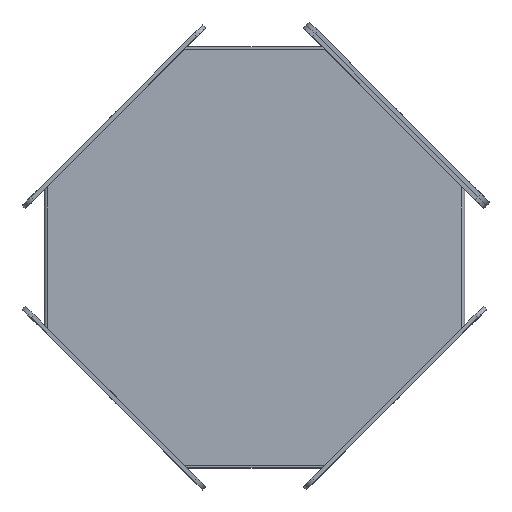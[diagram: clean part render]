
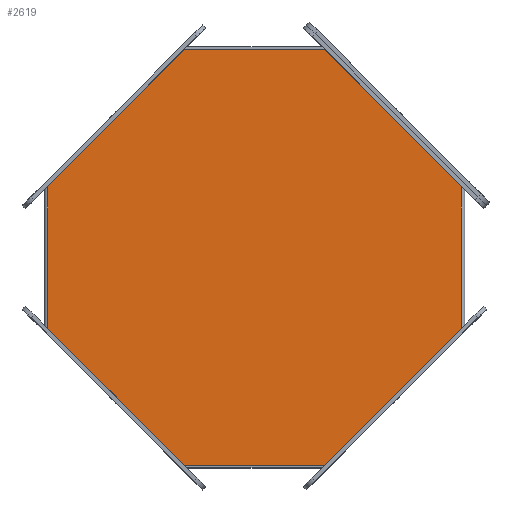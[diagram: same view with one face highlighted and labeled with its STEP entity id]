
A CAD part, top view. The second image highlights one B-rep face of the part: STEP entity #2619.
In plain terms, the highlighted planar face has unit normal (0, 0, 1).
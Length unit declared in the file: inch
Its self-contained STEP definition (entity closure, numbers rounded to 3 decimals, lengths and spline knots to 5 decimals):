
#40 = DIRECTION ( 'NONE',  ( -1., 0., 0. ) ) ;
#139 = VECTOR ( 'NONE', #976, 39.37008 ) ;
#183 = ORIENTED_EDGE ( 'NONE', *, *, #5043, .F. ) ;
#211 = CARTESIAN_POINT ( 'NONE',  ( -2.0975, -6.211, 6. ) ) ;
#426 = LINE ( 'NONE', #893, #4202 ) ;
#482 = EDGE_CURVE ( 'NONE', #697, #4773, #2747, .T. ) ;
#554 = DIRECTION ( 'NONE',  ( 0.707, -0.707, 0. ) ) ;
#586 = DIRECTION ( 'NONE',  ( 1., 0., 0. ) ) ;
#628 = VECTOR ( 'NONE', #2806, 39.37008 ) ;
#697 = VERTEX_POINT ( 'NONE', #2667 ) ;
#744 = EDGE_CURVE ( 'NONE', #2553, #697, #426, .T. ) ;
#814 = ORIENTED_EDGE ( 'NONE', *, *, #6247, .T. ) ;
#893 = CARTESIAN_POINT ( 'NONE',  ( 2.0975, -6.211, 6. ) ) ;
#971 = LINE ( 'NONE', #3143, #1441 ) ;
#976 = DIRECTION ( 'NONE',  ( 0., 1., 0. ) ) ;
#1022 = ORIENTED_EDGE ( 'NONE', *, *, #5765, .F. ) ;
#1046 = CARTESIAN_POINT ( 'NONE',  ( -2.0975, 6.211, 6. ) ) ;
#1079 = LINE ( 'NONE', #1046, #6129 ) ;
#1168 = CARTESIAN_POINT ( 'NONE',  ( 0., -8.3085, 6. ) ) ;
#1205 = LINE ( 'NONE', #5972, #2096 ) ;
#1441 = VECTOR ( 'NONE', #4799, 39.37008 ) ;
#1585 = VERTEX_POINT ( 'NONE', #6657 ) ;
#1629 = EDGE_CURVE ( 'NONE', #2553, #6080, #4164, .T. ) ;
#1768 = VECTOR ( 'NONE', #586, 39.37008 ) ;
#1874 = EDGE_CURVE ( 'NONE', #5308, #1585, #1079, .T. ) ;
#2061 = ORIENTED_EDGE ( 'NONE', *, *, #744, .F. ) ;
#2062 = DIRECTION ( 'NONE',  ( -0.707, -0.707, 0. ) ) ;
#2096 = VECTOR ( 'NONE', #554, 39.37008 ) ;
#2149 = PLANE ( 'NONE',  #2581 ) ;
#2553 = VERTEX_POINT ( 'NONE', #5867 ) ;
#2581 = AXIS2_PLACEMENT_3D ( 'NONE', #1168, #6595, #4881 ) ;
#2619 = ADVANCED_FACE ( 'NONE', ( #3892 ), #2149, .T. ) ;
#2667 = CARTESIAN_POINT ( 'NONE',  ( 2.0975, -6.211, 6. ) ) ;
#2688 = EDGE_LOOP ( 'NONE', ( #183, #6122, #4573, #814, #1022, #6401, #2061, #5913 ) ) ;
#2695 = CARTESIAN_POINT ( 'NONE',  ( -6.175, -8.3085, 6. ) ) ;
#2747 = LINE ( 'NONE', #4904, #4998 ) ;
#2806 = DIRECTION ( 'NONE',  ( 0., -1., 0. ) ) ;
#2928 = CARTESIAN_POINT ( 'NONE',  ( 2.0975, 6.211, 6. ) ) ;
#3143 = CARTESIAN_POINT ( 'NONE',  ( -6.283, -2.0255, 6. ) ) ;
#3293 = LINE ( 'NONE', #4314, #1768 ) ;
#3707 = CARTESIAN_POINT ( 'NONE',  ( 6.175, -8.3085, 6. ) ) ;
#3834 = EDGE_CURVE ( 'NONE', #1585, #4764, #3293, .T. ) ;
#3892 = FACE_OUTER_BOUND ( 'NONE', #2688, .T. ) ;
#4164 = LINE ( 'NONE', #3707, #139 ) ;
#4202 = VECTOR ( 'NONE', #2062, 39.37008 ) ;
#4314 = CARTESIAN_POINT ( 'NONE',  ( 2.0975, 6.211, 6. ) ) ;
#4492 = VERTEX_POINT ( 'NONE', #6895 ) ;
#4573 = ORIENTED_EDGE ( 'NONE', *, *, #1874, .F. ) ;
#4764 = VERTEX_POINT ( 'NONE', #2928 ) ;
#4773 = VERTEX_POINT ( 'NONE', #211 ) ;
#4799 = DIRECTION ( 'NONE',  ( -0.707, 0.707, 0. ) ) ;
#4881 = DIRECTION ( 'NONE',  ( 0., -1., 0. ) ) ;
#4904 = CARTESIAN_POINT ( 'NONE',  ( -2.0975, -6.211, 6. ) ) ;
#4998 = VECTOR ( 'NONE', #40, 39.37008 ) ;
#5043 = EDGE_CURVE ( 'NONE', #4764, #6080, #1205, .T. ) ;
#5308 = VERTEX_POINT ( 'NONE', #6381 ) ;
#5765 = EDGE_CURVE ( 'NONE', #4773, #4492, #971, .T. ) ;
#5838 = CARTESIAN_POINT ( 'NONE',  ( 6.175, 2.1335, 6. ) ) ;
#5867 = CARTESIAN_POINT ( 'NONE',  ( 6.175, -2.1335, 6. ) ) ;
#5907 = LINE ( 'NONE', #2695, #628 ) ;
#5913 = ORIENTED_EDGE ( 'NONE', *, *, #1629, .T. ) ;
#5972 = CARTESIAN_POINT ( 'NONE',  ( 6.283, 2.0255, 6. ) ) ;
#6080 = VERTEX_POINT ( 'NONE', #5838 ) ;
#6122 = ORIENTED_EDGE ( 'NONE', *, *, #3834, .F. ) ;
#6129 = VECTOR ( 'NONE', #7003, 39.37008 ) ;
#6247 = EDGE_CURVE ( 'NONE', #5308, #4492, #5907, .T. ) ;
#6381 = CARTESIAN_POINT ( 'NONE',  ( -6.175, 2.1335, 6. ) ) ;
#6401 = ORIENTED_EDGE ( 'NONE', *, *, #482, .F. ) ;
#6595 = DIRECTION ( 'NONE',  ( 0., 0., 1. ) ) ;
#6657 = CARTESIAN_POINT ( 'NONE',  ( -2.0975, 6.211, 6. ) ) ;
#6895 = CARTESIAN_POINT ( 'NONE',  ( -6.175, -2.1335, 6. ) ) ;
#7003 = DIRECTION ( 'NONE',  ( 0.707, 0.707, 0. ) ) ;
